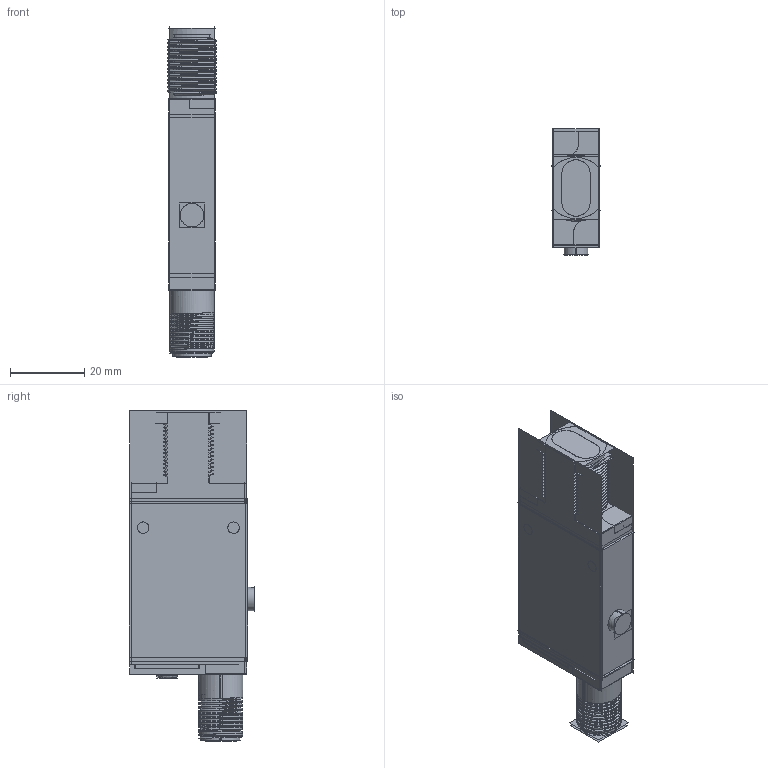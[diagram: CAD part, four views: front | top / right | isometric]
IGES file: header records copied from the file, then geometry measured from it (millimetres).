
Start section:  PTC IGES file: 154478_sm01.igs
Global section: file name: 154478_sm01.igs; native system: Creo Parametric by PTC Inc.; preprocessor: 2022414; author: banengservice; organization: Unknown; date: 20250917.103837; units: millimetre
Bounding box: 13.46 x 33.99 x 89.29 mm (x, y, z)
Volume: 22885.4 mm3; surface area: 38721.4 mm2
Topology: 1 solids, 1 shells, 670 faces, 3454 edges, 4336 vertices
Faces by surface type: bspline 384, revolution 286
